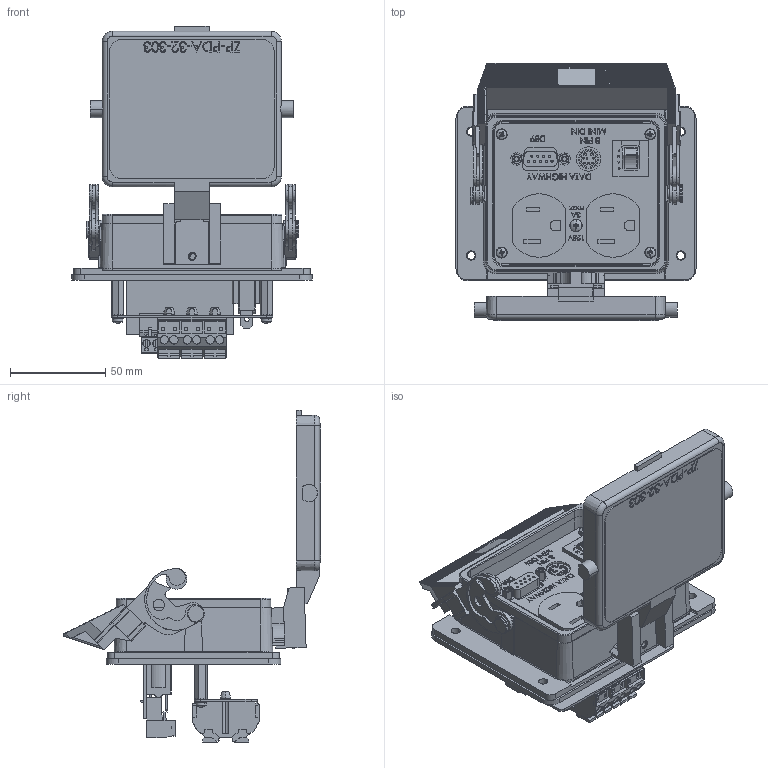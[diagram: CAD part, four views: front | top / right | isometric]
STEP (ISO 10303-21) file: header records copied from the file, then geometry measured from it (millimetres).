
FILE_DESCRIPTION (( 'STEP AP214' ), '1' );
FILE_NAME ('ZP-PDA-32-303.step', '2018-09-05T17:11:49', ( '' ), ( '' ), 'SwSTEP 2.0', 'SolidWorks 2017', '' );
FILE_SCHEMA (( 'AUTOMOTIVE_DESIGN' ));
Length unit declared in the file: inch
Products named in the file (1): ZP-PDA-32-303
Bounding box: 125.98 x 134.96 x 174.16 mm (x, y, z)
Volume: 221871.5 mm3; surface area: 127519.1 mm2
Topology: 1 solids, 27 shells, 3808 faces, 10247 edges, 6694 vertices
Faces by surface type: plane 2596, cylinder 806, bspline 259, torus 64, cone 63, sphere 20
Entity records: 164913 total; most frequent: CARTESIAN_POINT 35833, ORIENTED_EDGE 20462, DIRECTION 18558, EDGE_CURVE 10231, VECTOR 7428, LINE 7428, VERTEX_POINT 6688, AXIS2_PLACEMENT_3D 5565
